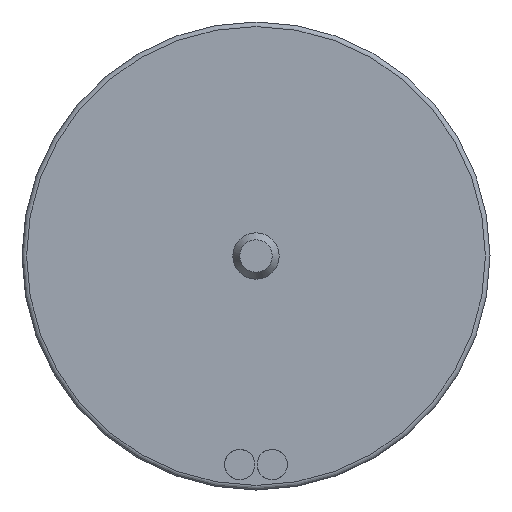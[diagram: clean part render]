
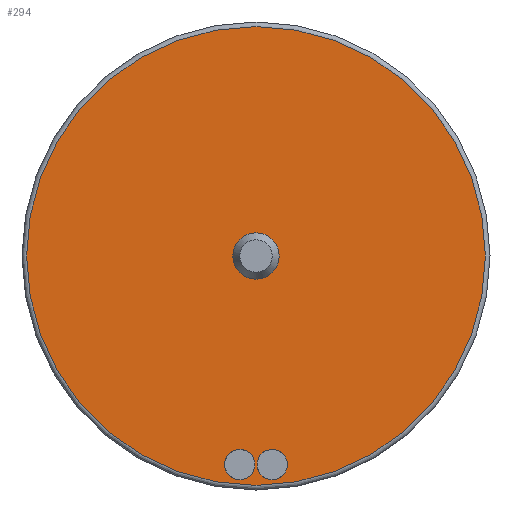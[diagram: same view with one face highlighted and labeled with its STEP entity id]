
A CAD part, left-side view. The second image highlights one B-rep face of the part: STEP entity #294.
In plain terms, the highlighted planar face has unit normal (-1, 0, 0).
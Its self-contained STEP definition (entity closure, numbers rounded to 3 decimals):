
#294 = ADVANCED_FACE( '', ( #567, #568, #569, #570 ), #571, .T. );
#567 = FACE_BOUND( '', #1798, .T. );
#568 = FACE_BOUND( '', #1799, .T. );
#569 = FACE_OUTER_BOUND( '', #1800, .T. );
#570 = FACE_BOUND( '', #1801, .T. );
#571 = PLANE( '', #1802 );
#1798 = EDGE_LOOP( '', ( #2997 ) );
#1799 = EDGE_LOOP( '', ( #2998 ) );
#1800 = EDGE_LOOP( '', ( #2999 ) );
#1801 = EDGE_LOOP( '', ( #3000 ) );
#1802 = AXIS2_PLACEMENT_3D( '', #3001, #3002, #3003 );
#2997 = ORIENTED_EDGE( '', *, *, #3601, .F. );
#2998 = ORIENTED_EDGE( '', *, *, #3602, .F. );
#2999 = ORIENTED_EDGE( '', *, *, #3603, .T. );
#3000 = ORIENTED_EDGE( '', *, *, #3563, .F. );
#3001 = CARTESIAN_POINT( '', ( 0., 0., 1. ) );
#3002 = DIRECTION( '', ( -1., 0., 0. ) );
#3003 = DIRECTION( '', ( 0., 0., 1. ) );
#3563 = EDGE_CURVE( '', #3905, #3905, #3906, .T. );
#3601 = EDGE_CURVE( '', #3964, #3964, #3965, .T. );
#3602 = EDGE_CURVE( '', #3966, #3966, #3967, .T. );
#3603 = EDGE_CURVE( '', #3968, #3968, #3969, .T. );
#3905 = VERTEX_POINT( '', #5090 );
#3906 = CIRCLE( '', #5091, 1. );
#3964 = VERTEX_POINT( '', #5371 );
#3965 = CIRCLE( '', #5372, 0.65 );
#3966 = VERTEX_POINT( '', #5373 );
#3967 = CIRCLE( '', #5374, 0.65 );
#3968 = VERTEX_POINT( '', #5375 );
#3969 = CIRCLE( '', #5376, 9.9 );
#5090 = CARTESIAN_POINT( '', ( 0., 0., 1. ) );
#5091 = AXIS2_PLACEMENT_3D( '', #5929, #5930, #5931 );
#5371 = CARTESIAN_POINT( '', ( 0., 0.7, -8.35 ) );
#5372 = AXIS2_PLACEMENT_3D( '', #5976, #5977, #5978 );
#5373 = CARTESIAN_POINT( '', ( 0., -0.7, -8.35 ) );
#5374 = AXIS2_PLACEMENT_3D( '', #5979, #5980, #5981 );
#5375 = CARTESIAN_POINT( '', ( 0., 0., 9.9 ) );
#5376 = AXIS2_PLACEMENT_3D( '', #5982, #5983, #5984 );
#5929 = CARTESIAN_POINT( '', ( 0., 0., 0. ) );
#5930 = DIRECTION( '', ( -1., 0., 0. ) );
#5931 = DIRECTION( '', ( 0., 0., 1. ) );
#5976 = CARTESIAN_POINT( '', ( 0., 0.7, -9. ) );
#5977 = DIRECTION( '', ( -1., 0., 0. ) );
#5978 = DIRECTION( '', ( 0., 0., 1. ) );
#5979 = CARTESIAN_POINT( '', ( 0., -0.7, -9. ) );
#5980 = DIRECTION( '', ( -1., 0., 0. ) );
#5981 = DIRECTION( '', ( 0., 0., 1. ) );
#5982 = CARTESIAN_POINT( '', ( 0., 0., 0. ) );
#5983 = DIRECTION( '', ( -1., 0., 0. ) );
#5984 = DIRECTION( '', ( 0., 0., 1. ) );
